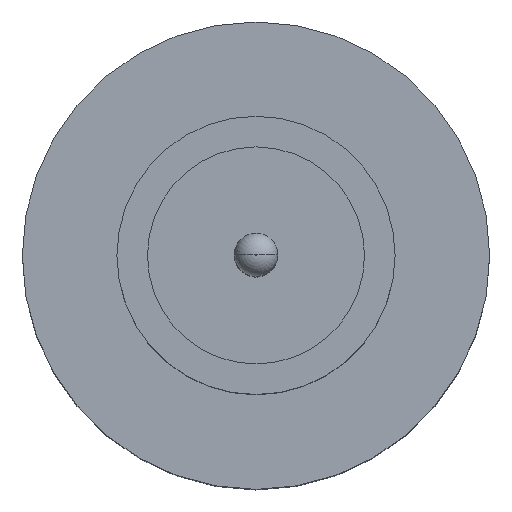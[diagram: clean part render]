
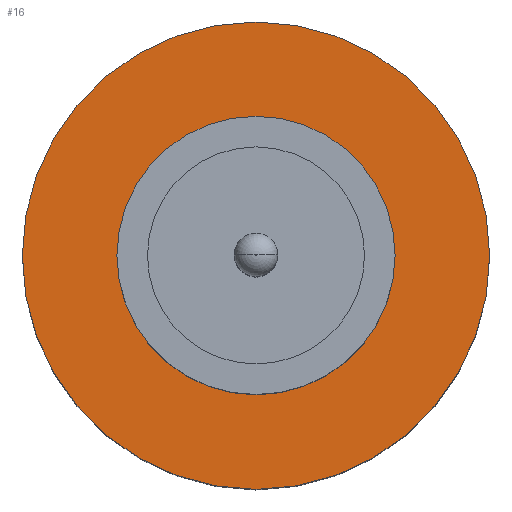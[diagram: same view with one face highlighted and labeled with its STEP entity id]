
A CAD part, top view. The second image highlights one B-rep face of the part: STEP entity #16.
In plain terms, the highlighted planar face has unit normal (0, 0, 1).
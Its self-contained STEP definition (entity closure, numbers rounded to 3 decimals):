
#16 = ADVANCED_FACE ( 'NONE', ( #860, #796 ), #684, .T. ) ;
#17 = DIRECTION ( 'NONE',  ( 1., 0., 0. ) ) ;
#80 = CIRCLE ( 'NONE', #196, 2.1 ) ;
#96 = EDGE_CURVE ( 'NONE', #765, #585, #108, .T. ) ;
#108 = CIRCLE ( 'NONE', #772, 1.25 ) ;
#162 = EDGE_CURVE ( 'NONE', #585, #765, #230, .T. ) ;
#163 = CARTESIAN_POINT ( 'NONE',  ( 0., 0., 1.55 ) ) ;
#168 = VERTEX_POINT ( 'NONE', #557 ) ;
#196 = AXIS2_PLACEMENT_3D ( 'NONE', #218, #506, #17 ) ;
#200 = DIRECTION ( 'NONE',  ( 0., 0., 1. ) ) ;
#218 = CARTESIAN_POINT ( 'NONE',  ( 0., 0., 1.55 ) ) ;
#230 = CIRCLE ( 'NONE', #545, 1.25 ) ;
#239 = DIRECTION ( 'NONE',  ( 0., 0., 1. ) ) ;
#265 = DIRECTION ( 'NONE',  ( 1., 0., 0. ) ) ;
#310 = DIRECTION ( 'NONE',  ( 1., 0., 0. ) ) ;
#315 = DIRECTION ( 'NONE',  ( 1., 0., 0. ) ) ;
#340 = ORIENTED_EDGE ( 'NONE', *, *, #884, .T. ) ;
#343 = CARTESIAN_POINT ( 'NONE',  ( 0., 0., 1.55 ) ) ;
#379 = CARTESIAN_POINT ( 'NONE',  ( 1.25, 0., 1.55 ) ) ;
#413 = ORIENTED_EDGE ( 'NONE', *, *, #162, .F. ) ;
#446 = DIRECTION ( 'NONE',  ( 0., 0., 1. ) ) ;
#492 = AXIS2_PLACEMENT_3D ( 'NONE', #676, #745, #265 ) ;
#506 = DIRECTION ( 'NONE',  ( 0., 0., 1. ) ) ;
#520 = CARTESIAN_POINT ( 'NONE',  ( 0., 0., 1.55 ) ) ;
#545 = AXIS2_PLACEMENT_3D ( 'NONE', #343, #200, #840 ) ;
#552 = VERTEX_POINT ( 'NONE', #851 ) ;
#554 = EDGE_LOOP ( 'NONE', ( #413, #752 ) ) ;
#557 = CARTESIAN_POINT ( 'NONE',  ( -2.1, 0., 1.55 ) ) ;
#565 = EDGE_CURVE ( 'NONE', #552, #168, #592, .T. ) ;
#585 = VERTEX_POINT ( 'NONE', #379 ) ;
#592 = CIRCLE ( 'NONE', #719, 2.1 ) ;
#676 = CARTESIAN_POINT ( 'NONE',  ( 0., 0., 1.55 ) ) ;
#684 = PLANE ( 'NONE',  #492 ) ;
#692 = CARTESIAN_POINT ( 'NONE',  ( -1.25, 0., 1.55 ) ) ;
#719 = AXIS2_PLACEMENT_3D ( 'NONE', #163, #446, #310 ) ;
#745 = DIRECTION ( 'NONE',  ( 0., 0., 1. ) ) ;
#748 = EDGE_LOOP ( 'NONE', ( #340, #835 ) ) ;
#752 = ORIENTED_EDGE ( 'NONE', *, *, #96, .F. ) ;
#765 = VERTEX_POINT ( 'NONE', #692 ) ;
#772 = AXIS2_PLACEMENT_3D ( 'NONE', #520, #239, #315 ) ;
#796 = FACE_OUTER_BOUND ( 'NONE', #748, .T. ) ;
#835 = ORIENTED_EDGE ( 'NONE', *, *, #565, .T. ) ;
#840 = DIRECTION ( 'NONE',  ( 1., 0., 0. ) ) ;
#851 = CARTESIAN_POINT ( 'NONE',  ( 2.1, 0., 1.55 ) ) ;
#860 = FACE_BOUND ( 'NONE', #554, .T. ) ;
#884 = EDGE_CURVE ( 'NONE', #168, #552, #80, .T. ) ;
